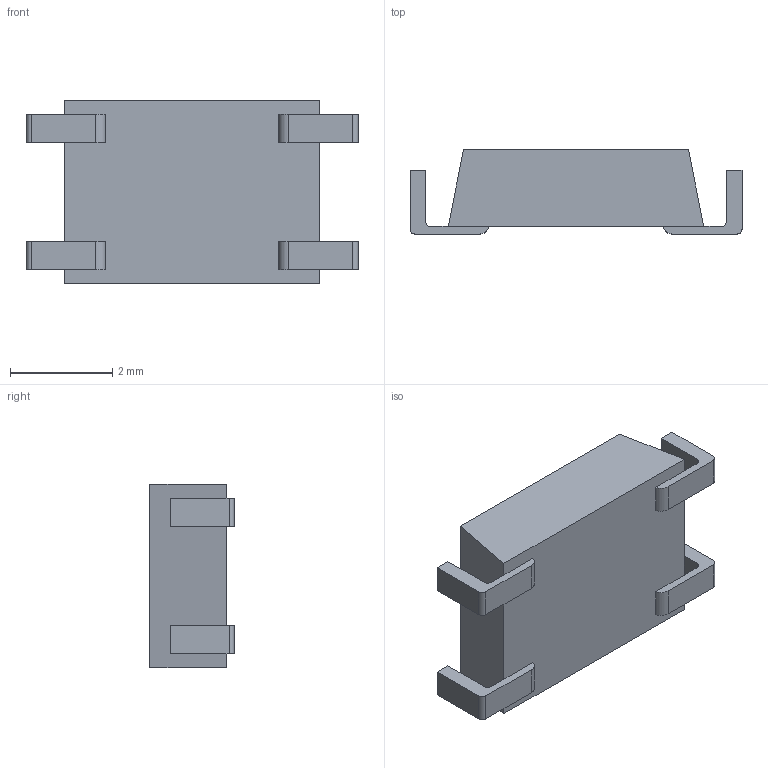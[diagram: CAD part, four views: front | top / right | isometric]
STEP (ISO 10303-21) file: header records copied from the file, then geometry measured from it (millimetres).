
FILE_DESCRIPTION((''),'2;1');
FILE_NAME('SRF0602','2012-08-21T',('ryans'),('Bourns, Inc.'),'PRO/ENGINEER BY PARAMETRIC TECHNOLOGY CORPORATION, 2010100','PRO/ENGINEER BY PARAMETRIC TECHNOLOGY CORPORATION, 2010100','');
FILE_SCHEMA(('CONFIG_CONTROL_DESIGN'));
Length unit declared in the file: millimetre
Products named in the file (1): SRF0602
Bounding box: 6.5 x 1.65 x 3.6 mm (x, y, z)
Volume: 26.6 mm3; surface area: 71.8 mm2
Topology: 1 solids, 1 shells, 46 faces, 124 edges, 80 vertices
Faces by surface type: plane 34, cylinder 12
Entity records: 1466 total; most frequent: CARTESIAN_POINT 250, ORIENTED_EDGE 248, DIRECTION 240, EDGE_CURVE 124, VECTOR 100, LINE 100, VERTEX_POINT 80, AXIS2_PLACEMENT_3D 70
